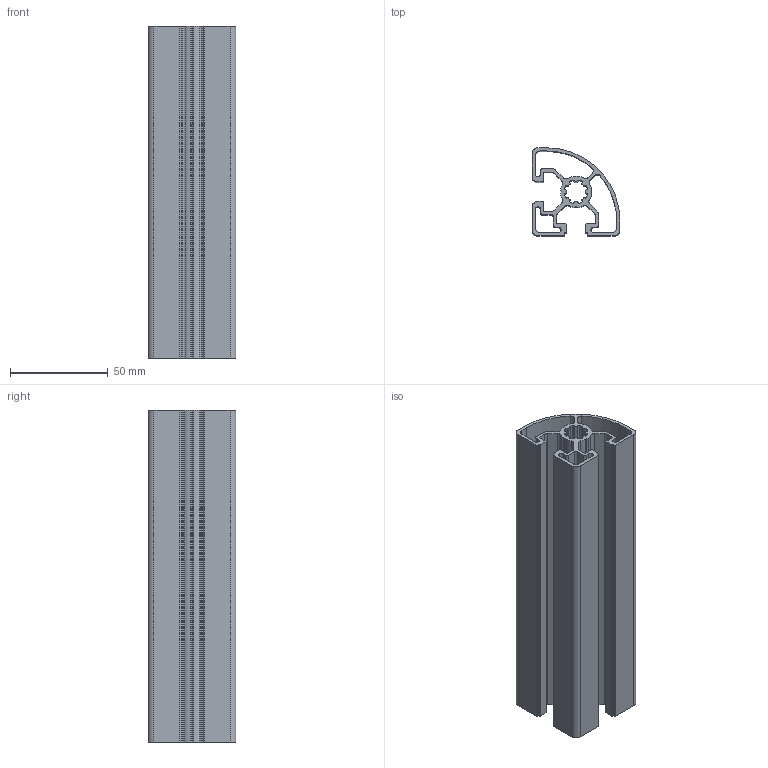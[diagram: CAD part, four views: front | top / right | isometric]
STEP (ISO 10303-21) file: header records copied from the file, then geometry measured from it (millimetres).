
FILE_DESCRIPTION (( 'STEP AP214' ), '1' );
FILE_NAME ('AL-PS-4545R-A.STEP', '2019-10-08T09:52:17', ( '' ), ( '' ), 'SwSTEP 2.0', 'SolidWorks 2018', '' );
FILE_SCHEMA (( 'AUTOMOTIVE_DESIGN' ));
Length unit declared in the file: millimetre
Products named in the file (1): AL-PS-4545R-A
Bounding box: 45 x 45 x 170 mm (x, y, z)
Volume: 83518.1 mm3; surface area: 87575.5 mm2
Topology: 1 solids, 1 shells, 179 faces, 531 edges, 354 vertices
Faces by surface type: cylinder 109, plane 70
Entity records: 6133 total; most frequent: DIRECTION 1109, CARTESIAN_POINT 1065, ORIENTED_EDGE 1062, EDGE_CURVE 531, AXIS2_PLACEMENT_3D 398, VERTEX_POINT 354, VECTOR 313, LINE 313
